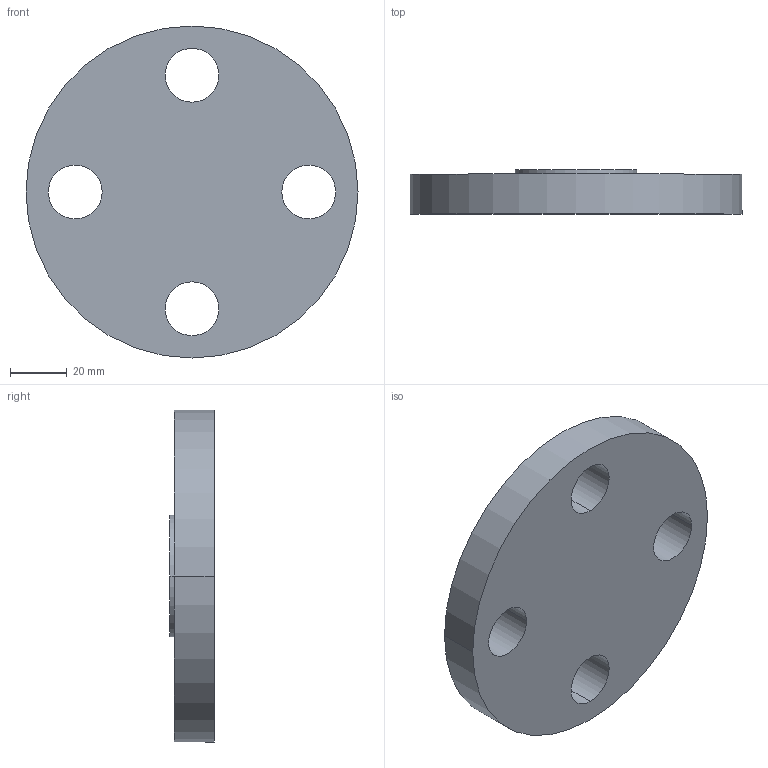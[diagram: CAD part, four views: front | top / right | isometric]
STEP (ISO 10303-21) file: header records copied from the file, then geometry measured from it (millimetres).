
FILE_DESCRIPTION (( 'STEP AP203' ), '1' );
FILE_NAME ('3D_R284_PN300_DN20_17835440.STEP', '2024-07-05T08:32:53', ( '' ), ( '' ), 'SwSTEP 2.0', 'SolidWorks 2024', '' );
FILE_SCHEMA (( 'CONFIG_CONTROL_DESIGN' ));
Length unit declared in the file: millimetre
Products named in the file (1): 3D_R284_PN300_DN20_17835440
Bounding box: 117.3 x 15.7 x 117.3 mm (x, y, z)
Volume: 138693.7 mm3; surface area: 28123 mm2
Topology: 1 solids, 1 shells, 15 faces, 36 edges, 24 vertices
Faces by surface type: cylinder 12, plane 3
Entity records: 547 total; most frequent: DIRECTION 92, CARTESIAN_POINT 76, ORIENTED_EDGE 72, AXIS2_PLACEMENT_3D 40, EDGE_CURVE 36, EDGE_LOOP 24, CIRCLE 24, VERTEX_POINT 24
